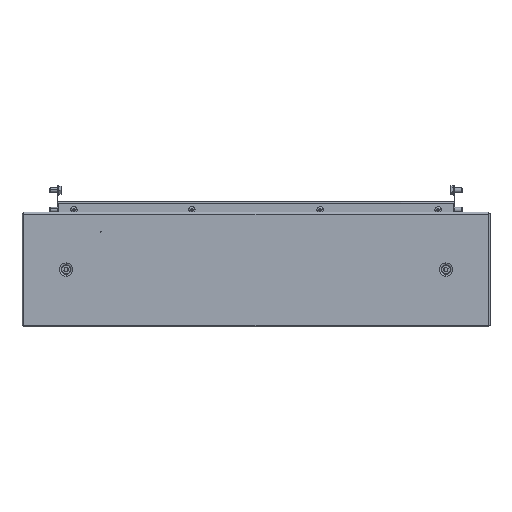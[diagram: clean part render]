
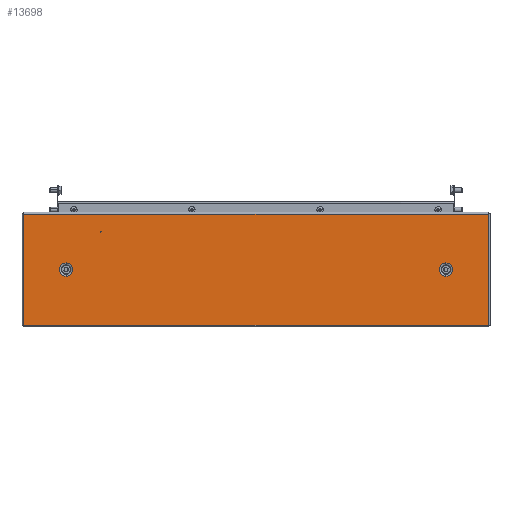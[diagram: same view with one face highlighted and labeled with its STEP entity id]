
A CAD part, top view. The second image highlights one B-rep face of the part: STEP entity #13698.
In plain terms, the highlighted planar face has unit normal (0, 0, 1).
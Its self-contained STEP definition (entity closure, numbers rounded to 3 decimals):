
#457 = DIRECTION ( 'NONE',  ( -1., 0., 0. ) ) ;
#1059 = ORIENTED_EDGE ( 'NONE', *, *, #10933, .F. ) ;
#1280 = FACE_OUTER_BOUND ( 'NONE', #32192, .T. ) ;
#2114 = ORIENTED_EDGE ( 'NONE', *, *, #25168, .F. ) ;
#4178 = DIRECTION ( 'NONE',  ( 0., 1., 0. ) ) ;
#4386 = DIRECTION ( 'NONE',  ( 0., 1., 0. ) ) ;
#5119 = ORIENTED_EDGE ( 'NONE', *, *, #6608, .T. ) ;
#5362 = CARTESIAN_POINT ( 'NONE',  ( 0., 0., 0. ) ) ;
#5549 = DIRECTION ( 'NONE',  ( 0., 0., 1. ) ) ;
#5867 = DIRECTION ( 'NONE',  ( 0., 1., 0. ) ) ;
#5993 = AXIS2_PLACEMENT_3D ( 'NONE', #5362, #5549, #44968 ) ;
#6380 = EDGE_LOOP ( 'NONE', ( #2114, #1059 ) ) ;
#6608 = EDGE_CURVE ( 'NONE', #33333, #39828, #26020, .T. ) ;
#6882 = VECTOR ( 'NONE', #5867, 1000. ) ;
#8553 = EDGE_CURVE ( 'NONE', #23357, #14138, #16504, .T. ) ;
#9800 = PLANE ( 'NONE',  #5993 ) ;
#10933 = EDGE_CURVE ( 'NONE', #37840, #39725, #21981, .T. ) ;
#11437 = CARTESIAN_POINT ( 'NONE',  ( -295.1, 70.6, 0. ) ) ;
#11693 = EDGE_CURVE ( 'NONE', #14138, #23357, #32756, .T. ) ;
#12411 = ORIENTED_EDGE ( 'NONE', *, *, #29927, .T. ) ;
#12703 = CARTESIAN_POINT ( 'NONE',  ( 295.1, -70.6, 0. ) ) ;
#12759 = CARTESIAN_POINT ( 'NONE',  ( -197.5, 48., 0. ) ) ;
#13698 = ADVANCED_FACE ( 'NONE', ( #15053, #37082, #29556, #1280 ), #9800, .T. ) ;
#13961 = DIRECTION ( 'NONE',  ( 0., 1., 0. ) ) ;
#14080 = EDGE_LOOP ( 'NONE', ( #52625, #20514 ) ) ;
#14138 = VERTEX_POINT ( 'NONE', #39499 ) ;
#14297 = VECTOR ( 'NONE', #51973, 1000. ) ;
#15021 = VECTOR ( 'NONE', #56435, 1000. ) ;
#15053 = FACE_BOUND ( 'NONE', #55904, .T. ) ;
#16153 = VERTEX_POINT ( 'NONE', #53527 ) ;
#16504 = CIRCLE ( 'NONE', #28915, 0.5 ) ;
#17196 = DIRECTION ( 'NONE',  ( -1., 0., 0. ) ) ;
#17382 = DIRECTION ( 'NONE',  ( 0., 0., -1. ) ) ;
#19002 = ORIENTED_EDGE ( 'NONE', *, *, #11693, .T. ) ;
#20514 = ORIENTED_EDGE ( 'NONE', *, *, #42615, .F. ) ;
#20571 = VERTEX_POINT ( 'NONE', #11437 ) ;
#21400 = AXIS2_PLACEMENT_3D ( 'NONE', #12759, #17382, #17196 ) ;
#21585 = DIRECTION ( 'NONE',  ( -1., 0., 0. ) ) ;
#21586 = EDGE_CURVE ( 'NONE', #23202, #39077, #28199, .T. ) ;
#21774 = CARTESIAN_POINT ( 'NONE',  ( 296.029, 70.6, 0. ) ) ;
#21859 = CARTESIAN_POINT ( 'NONE',  ( -295.1, 71.529, 0. ) ) ;
#21981 = CIRCLE ( 'NONE', #22065, 8.443 ) ;
#22065 = AXIS2_PLACEMENT_3D ( 'NONE', #44560, #22810, #13961 ) ;
#22810 = DIRECTION ( 'NONE',  ( 0., 0., 1. ) ) ;
#23202 = VERTEX_POINT ( 'NONE', #44588 ) ;
#23357 = VERTEX_POINT ( 'NONE', #40555 ) ;
#25168 = EDGE_CURVE ( 'NONE', #39725, #37840, #51104, .T. ) ;
#25676 = CARTESIAN_POINT ( 'NONE',  ( -295.1, -70.6, 0. ) ) ;
#26020 = LINE ( 'NONE', #56762, #14297 ) ;
#26458 = CARTESIAN_POINT ( 'NONE',  ( -241.5, 0., 0. ) ) ;
#26614 = DIRECTION ( 'NONE',  ( 0., 0., 1. ) ) ;
#26714 = LINE ( 'NONE', #21859, #15021 ) ;
#26819 = DIRECTION ( 'NONE',  ( 0., 0., -1. ) ) ;
#26838 = DIRECTION ( 'NONE',  ( 0., 0., 1. ) ) ;
#26957 = AXIS2_PLACEMENT_3D ( 'NONE', #26458, #26838, #4386 ) ;
#28199 = CIRCLE ( 'NONE', #26957, 8.443 ) ;
#28890 = CARTESIAN_POINT ( 'NONE',  ( 241.5, 8.443, 0. ) ) ;
#28915 = AXIS2_PLACEMENT_3D ( 'NONE', #31104, #26819, #457 ) ;
#29029 = CARTESIAN_POINT ( 'NONE',  ( 241.5, 0., 0. ) ) ;
#29556 = FACE_BOUND ( 'NONE', #14080, .T. ) ;
#29927 = EDGE_CURVE ( 'NONE', #39828, #16153, #54274, .T. ) ;
#30617 = CARTESIAN_POINT ( 'NONE',  ( -241.5, -8.443, 0. ) ) ;
#31104 = CARTESIAN_POINT ( 'NONE',  ( -197.5, 48., 0. ) ) ;
#32192 = EDGE_LOOP ( 'NONE', ( #55491, #5119, #12411, #33598 ) ) ;
#32756 = CIRCLE ( 'NONE', #21400, 0.5 ) ;
#33333 = VERTEX_POINT ( 'NONE', #25676 ) ;
#33598 = ORIENTED_EDGE ( 'NONE', *, *, #35320, .T. ) ;
#34513 = EDGE_CURVE ( 'NONE', #20571, #33333, #26714, .T. ) ;
#35320 = EDGE_CURVE ( 'NONE', #16153, #20571, #36165, .T. ) ;
#36165 = LINE ( 'NONE', #21774, #53969 ) ;
#36854 = CARTESIAN_POINT ( 'NONE',  ( 295.1, -71.529, 0. ) ) ;
#37082 = FACE_BOUND ( 'NONE', #6380, .T. ) ;
#37840 = VERTEX_POINT ( 'NONE', #38240 ) ;
#38240 = CARTESIAN_POINT ( 'NONE',  ( 241.5, -8.443, 0. ) ) ;
#39077 = VERTEX_POINT ( 'NONE', #30617 ) ;
#39317 = DIRECTION ( 'NONE',  ( 0., 1., 0. ) ) ;
#39341 = CARTESIAN_POINT ( 'NONE',  ( -241.5, 0., 0. ) ) ;
#39499 = CARTESIAN_POINT ( 'NONE',  ( -198., 48., 0. ) ) ;
#39500 = DIRECTION ( 'NONE',  ( 0., 0., 1. ) ) ;
#39725 = VERTEX_POINT ( 'NONE', #28890 ) ;
#39828 = VERTEX_POINT ( 'NONE', #12703 ) ;
#40555 = CARTESIAN_POINT ( 'NONE',  ( -197., 48., 0. ) ) ;
#42615 = EDGE_CURVE ( 'NONE', #39077, #23202, #47654, .T. ) ;
#44560 = CARTESIAN_POINT ( 'NONE',  ( 241.5, 0., 0. ) ) ;
#44588 = CARTESIAN_POINT ( 'NONE',  ( -241.5, 8.443, 0. ) ) ;
#44968 = DIRECTION ( 'NONE',  ( 1., 0., 0. ) ) ;
#47654 = CIRCLE ( 'NONE', #56078, 8.443 ) ;
#51104 = CIRCLE ( 'NONE', #55404, 8.443 ) ;
#51578 = ORIENTED_EDGE ( 'NONE', *, *, #8553, .T. ) ;
#51973 = DIRECTION ( 'NONE',  ( 1., 0., 0. ) ) ;
#52625 = ORIENTED_EDGE ( 'NONE', *, *, #21586, .F. ) ;
#53527 = CARTESIAN_POINT ( 'NONE',  ( 295.1, 70.6, 0. ) ) ;
#53969 = VECTOR ( 'NONE', #21585, 1000. ) ;
#54274 = LINE ( 'NONE', #36854, #6882 ) ;
#55404 = AXIS2_PLACEMENT_3D ( 'NONE', #29029, #39500, #39317 ) ;
#55491 = ORIENTED_EDGE ( 'NONE', *, *, #34513, .T. ) ;
#55904 = EDGE_LOOP ( 'NONE', ( #19002, #51578 ) ) ;
#56078 = AXIS2_PLACEMENT_3D ( 'NONE', #39341, #26614, #4178 ) ;
#56435 = DIRECTION ( 'NONE',  ( 0., -1., 0. ) ) ;
#56762 = CARTESIAN_POINT ( 'NONE',  ( -296.029, -70.6, 0. ) ) ;
